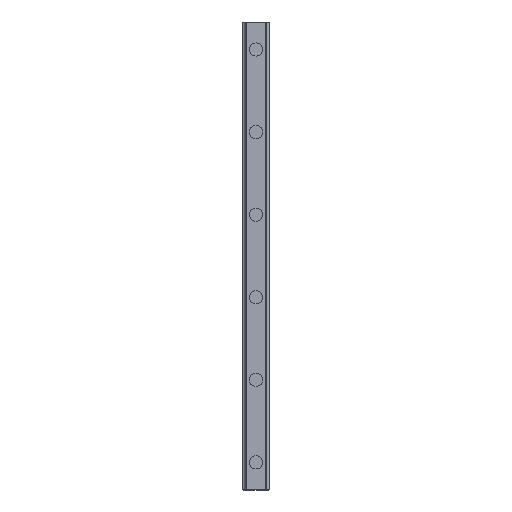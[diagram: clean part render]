
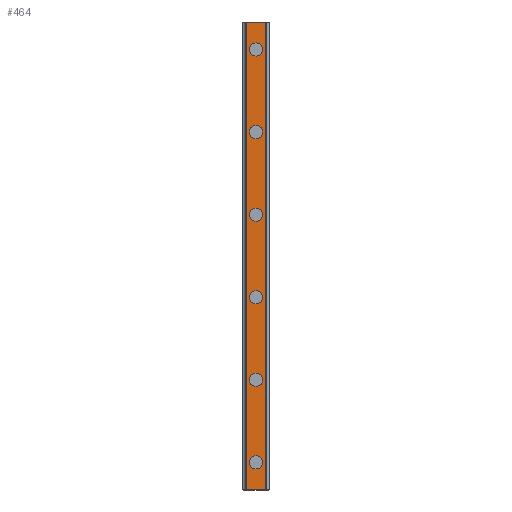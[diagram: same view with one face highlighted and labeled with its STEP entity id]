
A CAD part, top view. The second image highlights one B-rep face of the part: STEP entity #464.
In plain terms, the highlighted planar face has unit normal (0, 0, 1).
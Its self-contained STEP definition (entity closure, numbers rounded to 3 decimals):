
#464=ADVANCED_FACE('',(#953,#954,#955,#956,#957,#958,#959),#960,.T.);
#953=FACE_BOUND('',#1466,.T.);
#954=FACE_BOUND('',#1467,.T.);
#955=FACE_BOUND('',#1468,.T.);
#956=FACE_BOUND('',#1469,.T.);
#957=FACE_BOUND('',#1470,.T.);
#958=FACE_BOUND('',#1471,.T.);
#959=FACE_OUTER_BOUND('',#1472,.T.);
#960=PLANE('',#1473);
#1466=EDGE_LOOP('',(#2812,#2813));
#1467=EDGE_LOOP('',(#2814,#2815));
#1468=EDGE_LOOP('',(#2816,#2817));
#1469=EDGE_LOOP('',(#2818,#2819));
#1470=EDGE_LOOP('',(#2820,#2821));
#1471=EDGE_LOOP('',(#2822,#2823));
#1472=EDGE_LOOP('',(#2824,#2825,#2826,#2827));
#1473=AXIS2_PLACEMENT_3D('',#2828,#2829,#2830);
#2812=ORIENTED_EDGE('',*,*,#3069,.T.);
#2813=ORIENTED_EDGE('',*,*,#3465,.T.);
#2814=ORIENTED_EDGE('',*,*,#3059,.T.);
#2815=ORIENTED_EDGE('',*,*,#3471,.T.);
#2816=ORIENTED_EDGE('',*,*,#3049,.T.);
#2817=ORIENTED_EDGE('',*,*,#3477,.T.);
#2818=ORIENTED_EDGE('',*,*,#3039,.T.);
#2819=ORIENTED_EDGE('',*,*,#3483,.T.);
#2820=ORIENTED_EDGE('',*,*,#3029,.T.);
#2821=ORIENTED_EDGE('',*,*,#3489,.T.);
#2822=ORIENTED_EDGE('',*,*,#3019,.T.);
#2823=ORIENTED_EDGE('',*,*,#3495,.T.);
#2824=ORIENTED_EDGE('',*,*,#3444,.T.);
#2825=ORIENTED_EDGE('',*,*,#3542,.F.);
#2826=ORIENTED_EDGE('',*,*,#3314,.F.);
#2827=ORIENTED_EDGE('',*,*,#3540,.T.);
#2828=CARTESIAN_POINT('',(0.0,340.0,17.5));
#2829=DIRECTION('',(0.0,0.0,1.0));
#2830=DIRECTION('',(-1.0,0.0,-0.0));
#3019=EDGE_CURVE('',#3598,#3595,#3599,.T.);
#3029=EDGE_CURVE('',#3616,#3613,#3617,.T.);
#3039=EDGE_CURVE('',#3634,#3631,#3635,.T.);
#3049=EDGE_CURVE('',#3652,#3649,#3653,.T.);
#3059=EDGE_CURVE('',#3670,#3667,#3671,.T.);
#3069=EDGE_CURVE('',#3688,#3685,#3689,.T.);
#3314=EDGE_CURVE('',#4055,#4057,#4058,.T.);
#3444=EDGE_CURVE('',#4272,#4270,#4273,.T.);
#3465=EDGE_CURVE('',#3685,#3688,#4312,.T.);
#3471=EDGE_CURVE('',#3667,#3670,#4318,.T.);
#3477=EDGE_CURVE('',#3649,#3652,#4324,.T.);
#3483=EDGE_CURVE('',#3631,#3634,#4330,.T.);
#3489=EDGE_CURVE('',#3613,#3616,#4336,.T.);
#3495=EDGE_CURVE('',#3595,#3598,#4342,.T.);
#3540=EDGE_CURVE('',#4055,#4272,#4387,.T.);
#3542=EDGE_CURVE('',#4057,#4270,#4389,.T.);
#3595=VERTEX_POINT('',#4444);
#3598=VERTEX_POINT('',#4448);
#3599=CIRCLE('',#4449,4.75);
#3613=VERTEX_POINT('',#4466);
#3616=VERTEX_POINT('',#4470);
#3617=CIRCLE('',#4471,4.75);
#3631=VERTEX_POINT('',#4488);
#3634=VERTEX_POINT('',#4492);
#3635=CIRCLE('',#4493,4.75);
#3649=VERTEX_POINT('',#4510);
#3652=VERTEX_POINT('',#4514);
#3653=CIRCLE('',#4515,4.75);
#3667=VERTEX_POINT('',#4532);
#3670=VERTEX_POINT('',#4536);
#3671=CIRCLE('',#4537,4.75);
#3685=VERTEX_POINT('',#4554);
#3688=VERTEX_POINT('',#4558);
#3689=CIRCLE('',#4559,4.75);
#4055=VERTEX_POINT('',#5061);
#4057=VERTEX_POINT('',#5064);
#4058=LINE('',#5065,#5066);
#4270=VERTEX_POINT('',#5360);
#4272=VERTEX_POINT('',#5363);
#4273=LINE('',#5364,#5365);
#4312=CIRCLE('',#5412,4.75);
#4318=CIRCLE('',#5418,4.75);
#4324=CIRCLE('',#5424,4.75);
#4330=CIRCLE('',#5430,4.75);
#4336=CIRCLE('',#5436,4.75);
#4342=CIRCLE('',#5442,4.75);
#4387=LINE('',#5507,#5508);
#4389=LINE('',#5510,#5511);
#4444=CARTESIAN_POINT('',(4.75,20.0,17.5));
#4448=CARTESIAN_POINT('',(-4.75,20.0,17.5));
#4449=AXIS2_PLACEMENT_3D('',#5583,#5584,#5585);
#4466=CARTESIAN_POINT('',(4.75,80.0,17.5));
#4470=CARTESIAN_POINT('',(-4.75,80.0,17.5));
#4471=AXIS2_PLACEMENT_3D('',#5599,#5600,#5601);
#4488=CARTESIAN_POINT('',(4.75,140.0,17.5));
#4492=CARTESIAN_POINT('',(-4.75,140.0,17.5));
#4493=AXIS2_PLACEMENT_3D('',#5615,#5616,#5617);
#4510=CARTESIAN_POINT('',(4.75,200.0,17.5));
#4514=CARTESIAN_POINT('',(-4.75,200.0,17.5));
#4515=AXIS2_PLACEMENT_3D('',#5631,#5632,#5633);
#4532=CARTESIAN_POINT('',(4.75,260.0,17.5));
#4536=CARTESIAN_POINT('',(-4.75,260.0,17.5));
#4537=AXIS2_PLACEMENT_3D('',#5647,#5648,#5649);
#4554=CARTESIAN_POINT('',(4.75,320.0,17.5));
#4558=CARTESIAN_POINT('',(-4.75,320.0,17.5));
#4559=AXIS2_PLACEMENT_3D('',#5663,#5664,#5665);
#5061=CARTESIAN_POINT('',(-7.231,340.0,17.5));
#5064=CARTESIAN_POINT('',(7.231,340.0,17.5));
#5065=CARTESIAN_POINT('',(-7.231,340.0,17.5));
#5066=VECTOR('',#5929,1.0);
#5360=CARTESIAN_POINT('',(7.231,0.0,17.5));
#5363=CARTESIAN_POINT('',(-7.231,0.0,17.5));
#5364=CARTESIAN_POINT('',(-7.231,0.0,17.5));
#5365=VECTOR('',#6079,1.0);
#5412=AXIS2_PLACEMENT_3D('',#6121,#6122,#6123);
#5418=AXIS2_PLACEMENT_3D('',#6130,#6131,#6132);
#5424=AXIS2_PLACEMENT_3D('',#6139,#6140,#6141);
#5430=AXIS2_PLACEMENT_3D('',#6148,#6149,#6150);
#5436=AXIS2_PLACEMENT_3D('',#6157,#6158,#6159);
#5442=AXIS2_PLACEMENT_3D('',#6166,#6167,#6168);
#5507=CARTESIAN_POINT('',(-7.231,340.0,17.5));
#5508=VECTOR('',#6195,1.0);
#5510=CARTESIAN_POINT('',(7.231,340.0,17.5));
#5511=VECTOR('',#6196,1.0);
#5583=CARTESIAN_POINT('',(0.0,20.0,17.5));
#5584=DIRECTION('',(0.0,0.0,-1.0));
#5585=DIRECTION('',(1.0,0.0,0.0));
#5599=CARTESIAN_POINT('',(0.0,80.0,17.5));
#5600=DIRECTION('',(0.0,0.0,-1.0));
#5601=DIRECTION('',(1.0,0.0,0.0));
#5615=CARTESIAN_POINT('',(0.0,140.0,17.5));
#5616=DIRECTION('',(0.0,0.0,-1.0));
#5617=DIRECTION('',(1.0,0.0,0.0));
#5631=CARTESIAN_POINT('',(0.0,200.0,17.5));
#5632=DIRECTION('',(0.0,0.0,-1.0));
#5633=DIRECTION('',(1.0,0.0,0.0));
#5647=CARTESIAN_POINT('',(0.0,260.0,17.5));
#5648=DIRECTION('',(0.0,0.0,-1.0));
#5649=DIRECTION('',(1.0,0.0,0.0));
#5663=CARTESIAN_POINT('',(0.0,320.0,17.5));
#5664=DIRECTION('',(0.0,0.0,-1.0));
#5665=DIRECTION('',(1.0,0.0,0.0));
#5929=DIRECTION('',(1.0,0.0,0.0));
#6079=DIRECTION('',(1.0,0.0,0.0));
#6121=CARTESIAN_POINT('',(0.0,320.0,17.5));
#6122=DIRECTION('',(0.0,0.0,-1.0));
#6123=DIRECTION('',(1.0,0.0,0.0));
#6130=CARTESIAN_POINT('',(0.0,260.0,17.5));
#6131=DIRECTION('',(0.0,0.0,-1.0));
#6132=DIRECTION('',(1.0,0.0,0.0));
#6139=CARTESIAN_POINT('',(0.0,200.0,17.5));
#6140=DIRECTION('',(0.0,0.0,-1.0));
#6141=DIRECTION('',(1.0,0.0,0.0));
#6148=CARTESIAN_POINT('',(0.0,140.0,17.5));
#6149=DIRECTION('',(0.0,0.0,-1.0));
#6150=DIRECTION('',(1.0,0.0,0.0));
#6157=CARTESIAN_POINT('',(0.0,80.0,17.5));
#6158=DIRECTION('',(0.0,0.0,-1.0));
#6159=DIRECTION('',(1.0,0.0,0.0));
#6166=CARTESIAN_POINT('',(0.0,20.0,17.5));
#6167=DIRECTION('',(0.0,0.0,-1.0));
#6168=DIRECTION('',(1.0,0.0,0.0));
#6195=DIRECTION('',(0.0,-1.0,0.0));
#6196=DIRECTION('',(0.0,-1.0,0.0));
